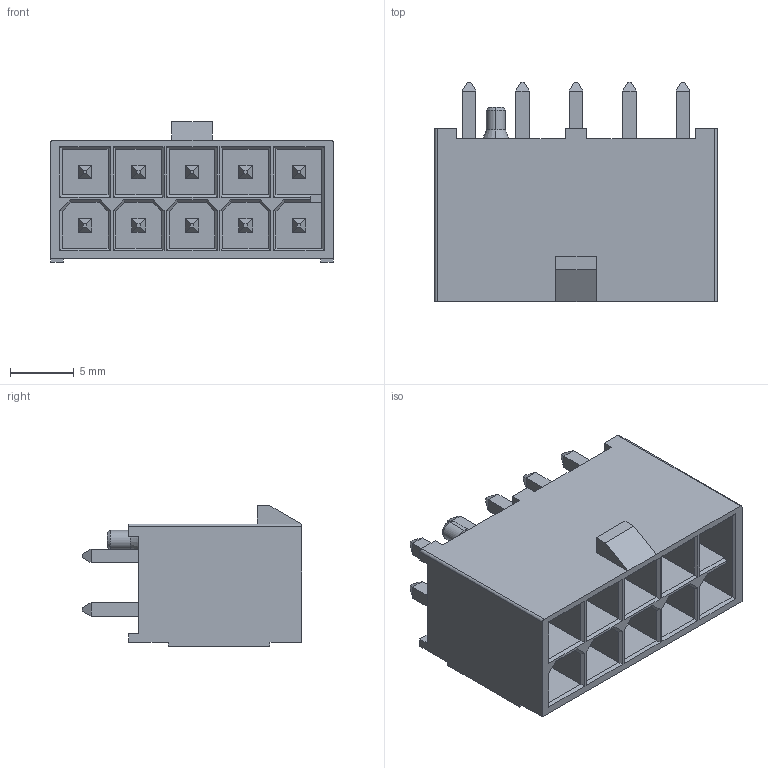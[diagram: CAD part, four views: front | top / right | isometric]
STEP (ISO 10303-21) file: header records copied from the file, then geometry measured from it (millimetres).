
FILE_DESCRIPTION(('STEP AP242'),'1');
FILE_NAME('2125201010.stp','2024-09-13T09:08:00',('TraceParts'),('TraceParts S.A.'),'Spatial InterOp 3D',' ',' ');
FILE_SCHEMA(('AP242_MANAGED_MODEL_BASED_3D_ENGINEERING_MIM_LF {1 0 10303 442 1 1 4}'));
Length unit declared in the file: millimetre
Products named in the file (1): 2125201010
Bounding box: 22.2 x 17.26 x 11.05 mm (x, y, z)
Volume: 1604.9 mm3; surface area: 2906.3 mm2
Topology: 1 solids, 1 shells, 337 faces, 782 edges, 477 vertices
Faces by surface type: plane 329, cone 4, cylinder 4
Entity records: 9229 total; most frequent: CARTESIAN_POINT 1597, ORIENTED_EDGE 1564, DIRECTION 1470, EDGE_CURVE 782, LINE 770, VECTOR 770, VERTEX_POINT 477, EDGE_LOOP 367
